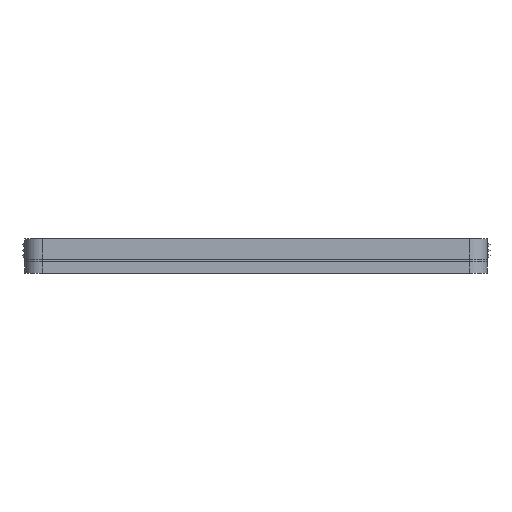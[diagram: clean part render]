
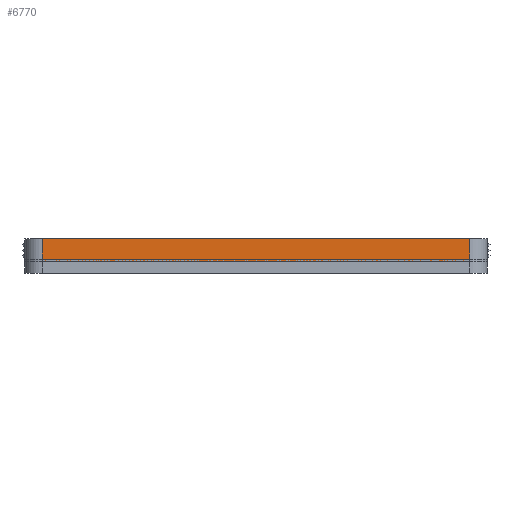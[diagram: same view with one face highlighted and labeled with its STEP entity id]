
A CAD part, front view. The second image highlights one B-rep face of the part: STEP entity #6770.
In plain terms, the highlighted planar face has unit normal (0, -1, 0).
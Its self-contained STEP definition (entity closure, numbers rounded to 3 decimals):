
#629=FACE_OUTER_BOUND('',#1032,.T.);
#1032=EDGE_LOOP('',(#6083,#6084,#6085,#6086));
#1270=LINE('',#9531,#2089);
#1843=LINE('',#11161,#2662);
#1851=LINE('',#11183,#2670);
#1852=LINE('',#11185,#2671);
#2089=VECTOR('',#7778,10.);
#2662=VECTOR('',#8915,10.);
#2670=VECTOR('',#8951,10.);
#2671=VECTOR('',#8954,10.);
#2855=VERTEX_POINT('',#9528);
#2856=VERTEX_POINT('',#9530);
#3262=VERTEX_POINT('',#11155);
#3263=VERTEX_POINT('',#11159);
#3539=EDGE_CURVE('',#2855,#2856,#1270,.T.);
#4198=EDGE_CURVE('',#3263,#3262,#1843,.T.);
#4207=EDGE_CURVE('',#3263,#2856,#1851,.T.);
#4208=EDGE_CURVE('',#3262,#2855,#1852,.T.);
#6083=ORIENTED_EDGE('',*,*,#4207,.T.);
#6084=ORIENTED_EDGE('',*,*,#3539,.F.);
#6085=ORIENTED_EDGE('',*,*,#4208,.F.);
#6086=ORIENTED_EDGE('',*,*,#4198,.F.);
#6398=PLANE('',#7242);
#6770=ADVANCED_FACE('',(#629),#6398,.T.);
#7242=AXIS2_PLACEMENT_3D('',#11184,#8952,#8953);
#7778=DIRECTION('',(1.,0.,0.));
#8915=DIRECTION('',(-1.,0.,0.));
#8951=DIRECTION('',(0.,0.,1.));
#8952=DIRECTION('center_axis',(0.,-1.,0.));
#8953=DIRECTION('ref_axis',(1.,0.,0.));
#8954=DIRECTION('',(0.,0.,1.));
#9528=CARTESIAN_POINT('',(4.,-4.,7.));
#9530=CARTESIAN_POINT('',(151.7,-4.,7.));
#9531=CARTESIAN_POINT('',(4.,-4.,7.));
#11155=CARTESIAN_POINT('',(4.,-4.,-0.8));
#11159=CARTESIAN_POINT('',(151.7,-4.,-0.8));
#11161=CARTESIAN_POINT('',(151.7,-4.,-0.8));
#11183=CARTESIAN_POINT('',(151.7,-4.,0.));
#11184=CARTESIAN_POINT('Origin',(4.,-4.,0.));
#11185=CARTESIAN_POINT('',(4.,-4.,0.));
